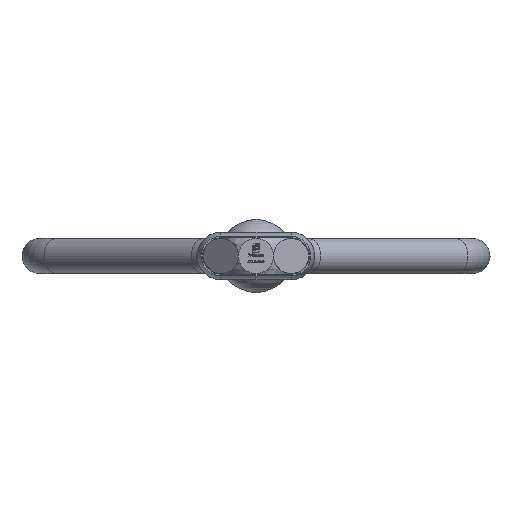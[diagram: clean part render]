
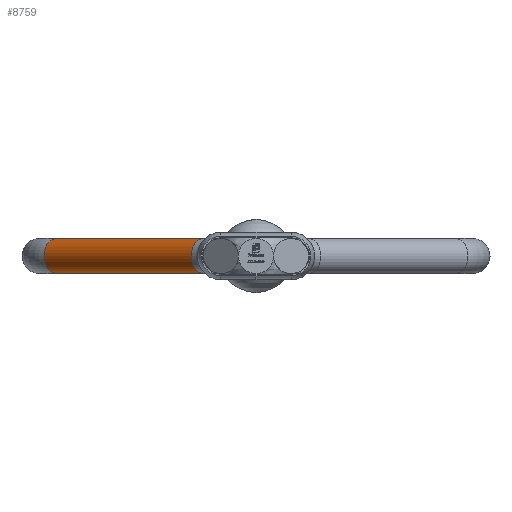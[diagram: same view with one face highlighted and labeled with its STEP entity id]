
A CAD part, front view. The second image highlights one B-rep face of the part: STEP entity #8759.
In plain terms, the highlighted cylindrical face has radius 6 mm (diameter 12 mm), a full revolution.
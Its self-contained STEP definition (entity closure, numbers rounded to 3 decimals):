
#228 = DIRECTION ( 'NONE',  ( 0.707, -0.707, 0. ) ) ;
#687 = CARTESIAN_POINT ( 'NONE',  ( -1.615, -60.184, 0. ) ) ;
#852 = ORIENTED_EDGE ( 'NONE', *, *, #10210, .F. ) ;
#1243 = EDGE_LOOP ( 'NONE', ( #852 ) ) ;
#1531 = CARTESIAN_POINT ( 'NONE',  ( -5.858, -64.426, 0. ) ) ;
#1538 = AXIS2_PLACEMENT_3D ( 'NONE', #5667, #228, #2437 ) ;
#2199 = AXIS2_PLACEMENT_3D ( 'NONE', #1531, #13752, #5825 ) ;
#2437 = DIRECTION ( 'NONE',  ( 0.707, 0.707, 0. ) ) ;
#2549 = AXIS2_PLACEMENT_3D ( 'NONE', #4999, #12777, #4083 ) ;
#2964 = CARTESIAN_POINT ( 'NONE',  ( -51.899, -9.899, 0. ) ) ;
#3272 = ORIENTED_EDGE ( 'NONE', *, *, #5835, .T. ) ;
#4039 = VERTEX_POINT ( 'NONE', #687 ) ;
#4083 = DIRECTION ( 'NONE',  ( 0.707, 0.707, 0. ) ) ;
#4145 = CYLINDRICAL_SURFACE ( 'NONE', #1538, 6. ) ;
#4999 = CARTESIAN_POINT ( 'NONE',  ( -56.142, -14.142, 0. ) ) ;
#5667 = CARTESIAN_POINT ( 'NONE',  ( -56.142, -14.142, 0. ) ) ;
#5825 = DIRECTION ( 'NONE',  ( 0.707, 0.707, 0. ) ) ;
#5835 = EDGE_CURVE ( 'NONE', #12501, #12501, #11908, .T. ) ;
#6759 = EDGE_LOOP ( 'NONE', ( #3272 ) ) ;
#8759 = ADVANCED_FACE ( 'NONE', ( #11714, #9800 ), #4145, .T. ) ;
#9800 = FACE_OUTER_BOUND ( 'NONE', #6759, .T. ) ;
#10210 = EDGE_CURVE ( 'NONE', #4039, #4039, #13152, .T. ) ;
#11714 = FACE_OUTER_BOUND ( 'NONE', #1243, .T. ) ;
#11908 = CIRCLE ( 'NONE', #2549, 6. ) ;
#12501 = VERTEX_POINT ( 'NONE', #2964 ) ;
#12777 = DIRECTION ( 'NONE',  ( 0.707, -0.707, 0. ) ) ;
#13152 = CIRCLE ( 'NONE', #2199, 6. ) ;
#13752 = DIRECTION ( 'NONE',  ( 0.707, -0.707, 0. ) ) ;
